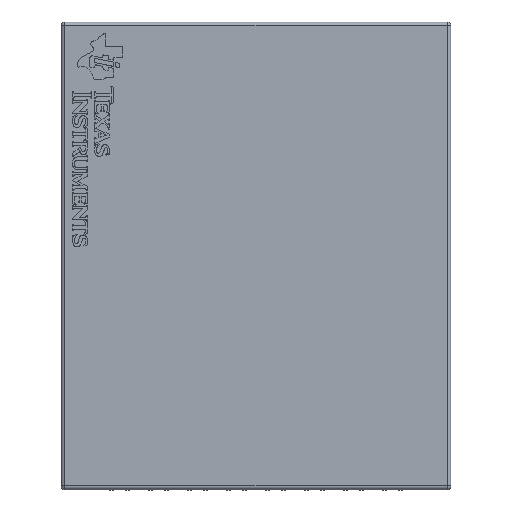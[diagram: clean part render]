
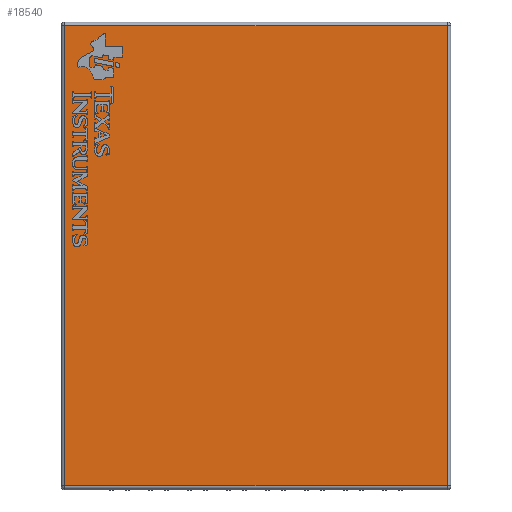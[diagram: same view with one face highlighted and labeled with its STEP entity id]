
A CAD part, top view. The second image highlights one B-rep face of the part: STEP entity #18540.
In plain terms, the highlighted planar face has unit normal (0, 0, 1).
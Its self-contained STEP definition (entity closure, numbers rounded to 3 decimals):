
#710=PLANE('',#19776);
#1385=LINE('',#25702,#3455);
#1389=LINE('',#25718,#3459);
#1391=LINE('',#25721,#3461);
#1395=LINE('',#25730,#3465);
#3455=VECTOR('',#21062,10.);
#3459=VECTOR('',#21080,10.);
#3461=VECTOR('',#21084,10.);
#3465=VECTOR('',#21094,10.);
#5727=FACE_OUTER_BOUND('',#6794,.T.);
#6794=EDGE_LOOP('',(#13034,#13035,#13036,#13037));
#8258=VERTEX_POINT('',#25684);
#8261=VERTEX_POINT('',#25691);
#8264=VERTEX_POINT('',#25698);
#8266=VERTEX_POINT('',#25706);
#10113=EDGE_CURVE('',#8258,#8264,#1385,.T.);
#10121=EDGE_CURVE('',#8264,#8266,#1389,.T.);
#10123=EDGE_CURVE('',#8266,#8261,#1391,.T.);
#10128=EDGE_CURVE('',#8261,#8258,#1395,.T.);
#13034=ORIENTED_EDGE('',*,*,#10113,.F.);
#13035=ORIENTED_EDGE('',*,*,#10128,.F.);
#13036=ORIENTED_EDGE('',*,*,#10123,.F.);
#13037=ORIENTED_EDGE('',*,*,#10121,.F.);
#18540=ADVANCED_FACE('',(#5727),#710,.T.);
#19776=AXIS2_PLACEMENT_3D('',#25892,#21186,#21187);
#21062=DIRECTION('',(0.,-1.,0.));
#21080=DIRECTION('',(-1.,0.,0.));
#21084=DIRECTION('',(0.,1.,0.));
#21094=DIRECTION('',(1.,0.,0.));
#21186=DIRECTION('center_axis',(0.,0.,1.));
#21187=DIRECTION('ref_axis',(1.,0.,0.));
#25684=CARTESIAN_POINT('',(2.45,2.95,1.));
#25691=CARTESIAN_POINT('',(-2.45,2.95,1.));
#25698=CARTESIAN_POINT('',(2.45,-2.95,1.));
#25702=CARTESIAN_POINT('',(2.45,-1.5,1.));
#25706=CARTESIAN_POINT('',(-2.45,-2.95,1.));
#25718=CARTESIAN_POINT('',(-1.25,-2.95,1.));
#25721=CARTESIAN_POINT('',(-2.45,1.5,1.));
#25730=CARTESIAN_POINT('',(1.25,2.95,1.));
#25892=CARTESIAN_POINT('Origin',(0.,0.,1.));
